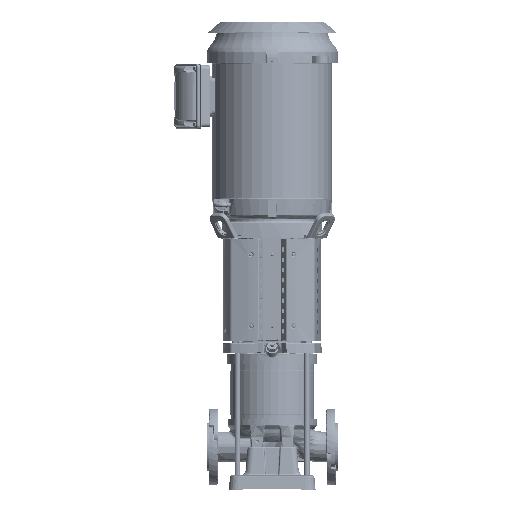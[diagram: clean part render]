
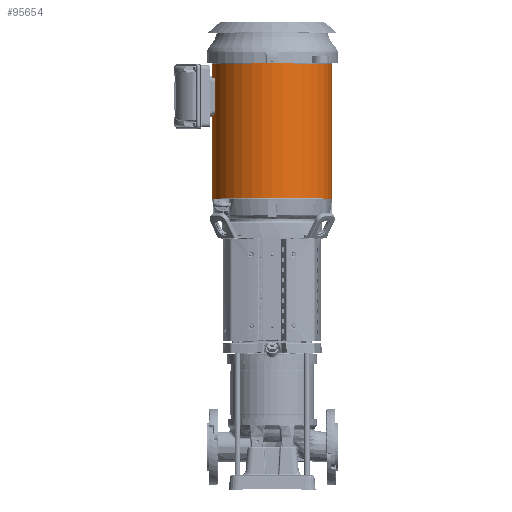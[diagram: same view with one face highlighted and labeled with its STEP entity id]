
A CAD part, top view. The second image highlights one B-rep face of the part: STEP entity #95654.
In plain terms, the highlighted cylindrical face has radius 146.3 mm (diameter 292.6 mm), a full revolution.
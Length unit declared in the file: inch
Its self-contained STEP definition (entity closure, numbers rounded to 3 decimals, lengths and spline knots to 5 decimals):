
#14762=CIRCLE('',#104722,5.75984);
#14763=CIRCLE('',#104723,5.75984);
#19652=FACE_OUTER_BOUND('',#24947,.T.);
#24947=EDGE_LOOP('',(#88316,#88317,#88318,#88319));
#33407=LINE('',#352454,#38343);
#33408=LINE('',#352457,#38344);
#38343=VECTOR('',#127134,39.37008);
#38344=VECTOR('',#127137,39.37008);
#47908=VERTEX_POINT('',#352450);
#47909=VERTEX_POINT('',#352451);
#47910=VERTEX_POINT('',#352453);
#47911=VERTEX_POINT('',#352455);
#62440=EDGE_CURVE('',#47908,#47909,#14762,.T.);
#62441=EDGE_CURVE('',#47909,#47910,#33407,.T.);
#62442=EDGE_CURVE('',#47910,#47911,#14763,.T.);
#62443=EDGE_CURVE('',#47911,#47908,#33408,.T.);
#88316=ORIENTED_EDGE('',*,*,#62440,.T.);
#88317=ORIENTED_EDGE('',*,*,#62441,.T.);
#88318=ORIENTED_EDGE('',*,*,#62442,.T.);
#88319=ORIENTED_EDGE('',*,*,#62443,.T.);
#90745=CYLINDRICAL_SURFACE('',#104721,5.75984);
#95654=ADVANCED_FACE('',(#19652),#90745,.T.);
#104721=AXIS2_PLACEMENT_3D('',#352449,#127130,#127131);
#104722=AXIS2_PLACEMENT_3D('',#352452,#127132,#127133);
#104723=AXIS2_PLACEMENT_3D('',#352456,#127135,#127136);
#127130=DIRECTION('center_axis',(0.,1.,0.));
#127131=DIRECTION('ref_axis',(0.,0.,
1.));
#127132=DIRECTION('center_axis',(0.,-1.,0.));
#127133=DIRECTION('ref_axis',(-1.,0.,0.));
#127134=DIRECTION('',(0.,-1.,0.));
#127135=DIRECTION('center_axis',(0.,1.,0.));
#127136=DIRECTION('ref_axis',(-1.,0.,0.));
#127137=DIRECTION('',(0.,1.,0.));
#352449=CARTESIAN_POINT('Origin',(0.,-9.75604,
0.));
#352450=CARTESIAN_POINT('',(0.,41.03937,-5.75984));
#352451=CARTESIAN_POINT('',(-0.00101,41.03937,-5.75984));
#352452=CARTESIAN_POINT('Origin',(0.,41.03937,
0.));
#352453=CARTESIAN_POINT('',(-0.00101,28.04724,-5.75984));
#352454=CARTESIAN_POINT('',(-0.00101,-9.75604,-5.75984));
#352455=CARTESIAN_POINT('',(0.,28.04724,-5.75984));
#352456=CARTESIAN_POINT('Origin',(0.,28.04724,
0.));
#352457=CARTESIAN_POINT('',(0.,-9.75604,-5.75984));
